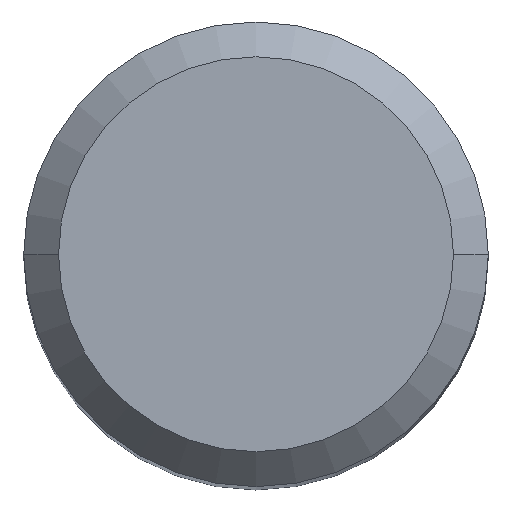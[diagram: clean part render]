
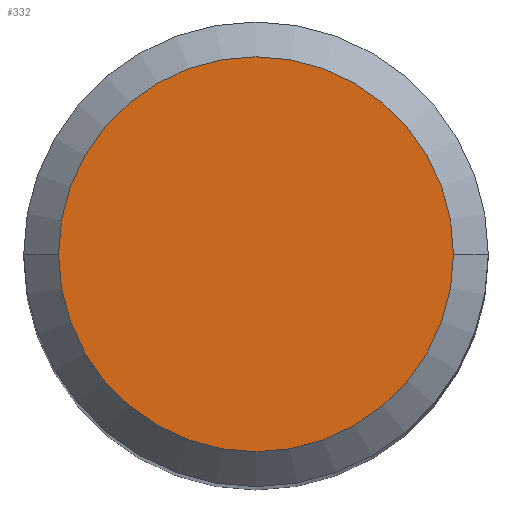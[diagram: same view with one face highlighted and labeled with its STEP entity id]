
A CAD part, top view. The second image highlights one B-rep face of the part: STEP entity #332.
In plain terms, the highlighted planar face has unit normal (0, 0, 1).
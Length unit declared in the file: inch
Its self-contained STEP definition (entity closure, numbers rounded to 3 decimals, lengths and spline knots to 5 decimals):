
#41 = AXIS2_PLACEMENT_3D ( 'NONE', #179, #101, #147 ) ;
#52 = DIRECTION ( 'NONE',  ( 1., 0., 0. ) ) ;
#57 = DIRECTION ( 'NONE',  ( 0., 0., -1. ) ) ;
#61 = CARTESIAN_POINT ( 'NONE',  ( 0.16732, 0., 0. ) ) ;
#66 = CIRCLE ( 'NONE', #41, 0.16732 ) ;
#81 = ORIENTED_EDGE ( 'NONE', *, *, #426, .T. ) ;
#90 = FACE_OUTER_BOUND ( 'NONE', #190, .T. ) ;
#101 = DIRECTION ( 'NONE',  ( 0., 0., 1. ) ) ;
#131 = AXIS2_PLACEMENT_3D ( 'NONE', #169, #240, #52 ) ;
#140 = DIRECTION ( 'NONE',  ( -1., 0., 0. ) ) ;
#142 = ORIENTED_EDGE ( 'NONE', *, *, #273, .T. ) ;
#144 = VERTEX_POINT ( 'NONE', #300 ) ;
#147 = DIRECTION ( 'NONE',  ( 1., 0., 0. ) ) ;
#169 = CARTESIAN_POINT ( 'NONE',  ( 0., 0., 0. ) ) ;
#179 = CARTESIAN_POINT ( 'NONE',  ( 0., 0., 0. ) ) ;
#190 = EDGE_LOOP ( 'NONE', ( #142, #81 ) ) ;
#192 = CIRCLE ( 'NONE', #131, 0.16732 ) ;
#206 = PLANE ( 'NONE',  #284 ) ;
#240 = DIRECTION ( 'NONE',  ( 0., 0., 1. ) ) ;
#244 = CARTESIAN_POINT ( 'NONE',  ( 0., 0., 0. ) ) ;
#273 = EDGE_CURVE ( 'NONE', #144, #339, #66, .T. ) ;
#284 = AXIS2_PLACEMENT_3D ( 'NONE', #244, #57, #140 ) ;
#300 = CARTESIAN_POINT ( 'NONE',  ( -0.16732, 0., 0. ) ) ;
#332 = ADVANCED_FACE ( 'NONE', ( #90 ), #206, .F. ) ;
#339 = VERTEX_POINT ( 'NONE', #61 ) ;
#426 = EDGE_CURVE ( 'NONE', #339, #144, #192, .T. ) ;
